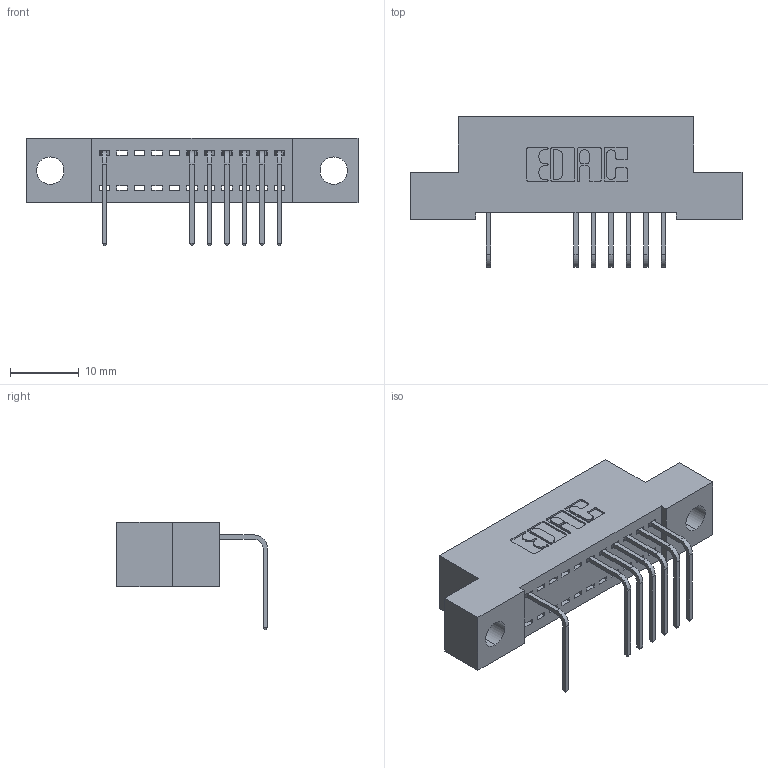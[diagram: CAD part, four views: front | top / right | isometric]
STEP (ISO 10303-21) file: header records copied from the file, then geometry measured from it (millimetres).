
FILE_DESCRIPTION (( 'STEP AP203' ), '1' );
FILE_NAME ('342-011-558-104.STEP', '2018-08-10T14:40:23', ( '' ), ( '' ), 'SwSTEP 2.0', 'SolidWorks 2016', '' );
FILE_SCHEMA (( 'CONFIG_CONTROL_DESIGN' ));
Length unit declared in the file: inch
Products named in the file (3): 342 Part_.156 TH; 345-292-001_558 Tail - 2; 342-011-558-104
Assembly tree (8 placements, depth 2):
  342-011-558-104
    342 Part_.156 TH
    345-292-001_558 Tail - 2  x7
Bounding box: 48.26 x 21.91 x 15.62 mm (x, y, z)
Volume: 4007.8 mm3; surface area: 5020.7 mm2
Topology: 8 solids, 8 shells, 578 faces, 1741 edges, 1150 vertices
Faces by surface type: plane 422, cylinder 156
Entity records: 10561 total; most frequent: CARTESIAN_POINT 1851, ORIENTED_EDGE 1802, DIRECTION 1619, EDGE_CURVE 901, LINE 773, VECTOR 773, VERTEX_POINT 598, AXIS2_PLACEMENT_3D 423
